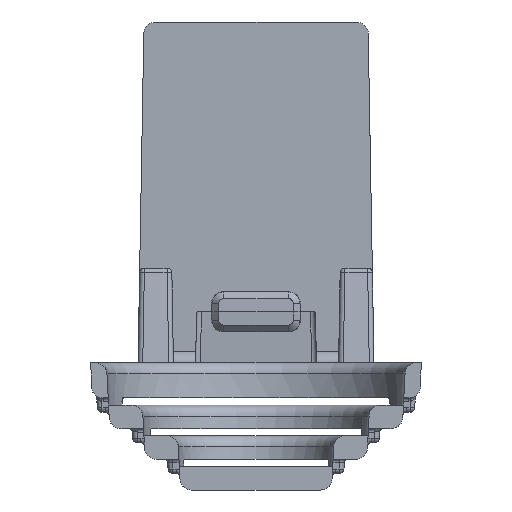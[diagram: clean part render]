
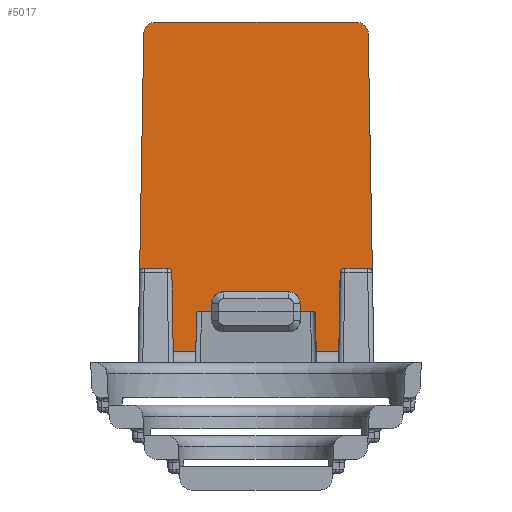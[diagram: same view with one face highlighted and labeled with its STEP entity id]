
A CAD part, front view. The second image highlights one B-rep face of the part: STEP entity #5017.
In plain terms, the highlighted planar face has unit normal (0, -1, 0.018).
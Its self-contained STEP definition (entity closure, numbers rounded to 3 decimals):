
#148=PLANE('',#5509);
#397=LINE('',#9006,#775);
#410=LINE('',#9051,#788);
#411=LINE('',#9054,#789);
#428=LINE('',#9204,#806);
#462=LINE('',#9394,#840);
#466=LINE('',#9410,#844);
#468=LINE('',#9418,#846);
#473=LINE('',#9538,#851);
#481=LINE('',#9559,#859);
#482=LINE('',#9562,#860);
#483=LINE('',#9563,#861);
#484=LINE('',#9565,#862);
#775=VECTOR('',#6466,0.368);
#788=VECTOR('',#6493,0.368);
#789=VECTOR('',#6496,13.45);
#806=VECTOR('',#6551,2.775);
#840=VECTOR('',#6665,0.6);
#844=VECTOR('',#6675,1.66);
#846=VECTOR('',#6683,13.451);
#851=VECTOR('',#6700,2.434);
#859=VECTOR('',#6720,2.434);
#860=VECTOR('',#6723,0.6);
#861=VECTOR('',#6724,1.66);
#862=VECTOR('',#6725,8.514);
#1250=FACE_OUTER_BOUND('',#1566,.T.);
#1566=EDGE_LOOP('',(#4147,#4148,#4149,#4150,#4151,#4152,#4153,#4154,#4155,
#4156,#4157,#4158,#4159,#4160,#4161,#4162));
#1761=ELLIPSE('',#5161,0.5,0.5);
#1805=ELLIPSE('',#5452,0.5,0.5);
#1808=ELLIPSE('',#5467,0.5,0.5);
#1822=ELLIPSE('',#5510,0.502,0.501);
#2095=VERTEX_POINT('',#7354);
#2096=VERTEX_POINT('',#7356);
#2336=VERTEX_POINT('',#8797);
#2371=VERTEX_POINT('',#9003);
#2372=VERTEX_POINT('',#9005);
#2381=VERTEX_POINT('',#9048);
#2382=VERTEX_POINT('',#9053);
#2399=VERTEX_POINT('',#9200);
#2401=VERTEX_POINT('',#9203);
#2428=VERTEX_POINT('',#9390);
#2431=VERTEX_POINT('',#9409);
#2433=VERTEX_POINT('',#9415);
#2434=VERTEX_POINT('',#9417);
#2435=VERTEX_POINT('',#9537);
#2443=VERTEX_POINT('',#9561);
#2444=VERTEX_POINT('',#9564);
#2543=EDGE_CURVE('',#2096,#2095,#1761,.T.);
#2932=EDGE_CURVE('',#2372,#2371,#397,.T.);
#2948=EDGE_CURVE('',#2381,#2336,#410,.T.);
#2949=EDGE_CURVE('',#2096,#2382,#411,.T.);
#2979=EDGE_CURVE('',#2401,#2399,#428,.T.);
#2982=EDGE_CURVE('',#2401,#2371,#1805,.T.);
#3007=EDGE_CURVE('',#2381,#2399,#1808,.T.);
#3037=EDGE_CURVE('',#2428,#2372,#462,.T.);
#3042=EDGE_CURVE('',#2431,#2428,#466,.T.);
#3046=EDGE_CURVE('',#2433,#2434,#468,.T.);
#3053=EDGE_CURVE('',#2382,#2435,#473,.T.);
#3065=EDGE_CURVE('',#2431,#2433,#481,.T.);
#3066=EDGE_CURVE('',#2336,#2443,#482,.T.);
#3067=EDGE_CURVE('',#2443,#2435,#483,.T.);
#3068=EDGE_CURVE('',#2095,#2444,#484,.T.);
#3069=EDGE_CURVE('',#2444,#2434,#1822,.T.);
#4147=ORIENTED_EDGE('',*,*,#2982,.F.);
#4148=ORIENTED_EDGE('',*,*,#2979,.T.);
#4149=ORIENTED_EDGE('',*,*,#3007,.F.);
#4150=ORIENTED_EDGE('',*,*,#2948,.T.);
#4151=ORIENTED_EDGE('',*,*,#3066,.T.);
#4152=ORIENTED_EDGE('',*,*,#3067,.T.);
#4153=ORIENTED_EDGE('',*,*,#3053,.F.);
#4154=ORIENTED_EDGE('',*,*,#2949,.F.);
#4155=ORIENTED_EDGE('',*,*,#2543,.T.);
#4156=ORIENTED_EDGE('',*,*,#3068,.T.);
#4157=ORIENTED_EDGE('',*,*,#3069,.T.);
#4158=ORIENTED_EDGE('',*,*,#3046,.F.);
#4159=ORIENTED_EDGE('',*,*,#3065,.F.);
#4160=ORIENTED_EDGE('',*,*,#3042,.T.);
#4161=ORIENTED_EDGE('',*,*,#3037,.T.);
#4162=ORIENTED_EDGE('',*,*,#2932,.T.);
#5017=ADVANCED_FACE('',(#1250),#148,.T.);
#5161=AXIS2_PLACEMENT_3D('',#7357,#5753,#5754);
#5452=AXIS2_PLACEMENT_3D('',#9209,#6556,#6557);
#5467=AXIS2_PLACEMENT_3D('',#9297,#6600,#6601);
#5509=AXIS2_PLACEMENT_3D('',#9560,#6721,#6722);
#5510=AXIS2_PLACEMENT_3D('',#9566,#6726,#6727);
#5753=DIRECTION('center_axis',(0.,-1.,
0.017));
#5754=DIRECTION('ref_axis',(-0.613,-0.014,-0.79));
#6466=DIRECTION('',(0.035,0.017,0.999));
#6493=DIRECTION('',(0.035,-0.017,-0.999));
#6496=DIRECTION('',(0.017,-0.017,-1.));
#6551=DIRECTION('',(1.,0.,0.));
#6556=DIRECTION('center_axis',(0.,-1.,0.017));
#6557=DIRECTION('ref_axis',(-0.447,0.016,0.894));
#6600=DIRECTION('center_axis',(0.,-1.,0.017));
#6601=DIRECTION('ref_axis',(0.447,0.016,0.894));
#6665=DIRECTION('',(1.,0.,0.));
#6675=DIRECTION('',(0.035,0.017,0.999));
#6683=DIRECTION('',(0.017,0.017,1.));
#6700=DIRECTION('',(-1.,0.,0.));
#6720=DIRECTION('',(-1.,0.,0.));
#6721=DIRECTION('center_axis',(0.,-1.,0.017));
#6722=DIRECTION('ref_axis',(0.,0.017,1.));
#6723=DIRECTION('',(1.,0.,0.));
#6724=DIRECTION('',(0.035,-0.017,-0.999));
#6725=DIRECTION('',(-1.,0.,0.));
#6726=DIRECTION('center_axis',(0.,-1.,
0.017));
#6727=DIRECTION('ref_axis',(0.652,-0.013,-0.758));
#7354=CARTESIAN_POINT('',(4.257,33.233,-9.471));
#7356=CARTESIAN_POINT('',(4.757,33.224,-9.963));
#7357=CARTESIAN_POINT('Origin',(4.256,33.224,-9.971));
#8797=CARTESIAN_POINT('',(1.9,33.018,-21.75));
#9003=CARTESIAN_POINT('',(-1.887,33.025,-21.383));
#9005=CARTESIAN_POINT('',(-1.9,33.018,-21.75));
#9006=CARTESIAN_POINT('',(-1.144,33.398,0.));
#9048=CARTESIAN_POINT('',(1.887,33.025,-21.383));
#9051=CARTESIAN_POINT('',(1.144,33.398,0.));
#9053=CARTESIAN_POINT('',(4.991,32.99,-23.409));
#9054=CARTESIAN_POINT('',(4.583,33.398,0.));
#9200=CARTESIAN_POINT('',(1.388,33.033,-20.9));
#9203=CARTESIAN_POINT('',(-1.388,33.033,-20.9));
#9204=CARTESIAN_POINT('',(0.,33.033,-20.9));
#9209=CARTESIAN_POINT('Origin',(-1.388,33.025,-21.4));
#9297=CARTESIAN_POINT('Origin',(1.388,33.025,-21.4));
#9390=CARTESIAN_POINT('',(-2.5,33.018,-21.75));
#9394=CARTESIAN_POINT('',(0.,33.018,-21.75));
#9409=CARTESIAN_POINT('',(-2.558,32.99,-23.409));
#9410=CARTESIAN_POINT('',(-1.74,33.398,0.));
#9415=CARTESIAN_POINT('',(-4.991,32.99,-23.409));
#9417=CARTESIAN_POINT('',(-4.757,33.224,-9.962));
#9418=CARTESIAN_POINT('',(-4.583,33.398,0.));
#9537=CARTESIAN_POINT('',(2.558,32.99,-23.409));
#9538=CARTESIAN_POINT('',(4.991,32.99,-23.409));
#9559=CARTESIAN_POINT('',(-2.558,32.99,-23.409));
#9560=CARTESIAN_POINT('Origin',(-5.99,33.134,-15.149));
#9561=CARTESIAN_POINT('',(2.5,33.019,-21.75));
#9562=CARTESIAN_POINT('',(0.,33.018,-21.75));
#9563=CARTESIAN_POINT('',(1.74,33.398,0.));
#9564=CARTESIAN_POINT('',(-4.257,33.233,-9.471));
#9565=CARTESIAN_POINT('',(0.,33.233,-9.471));
#9566=CARTESIAN_POINT('Origin',(-4.256,33.224,-9.972));
